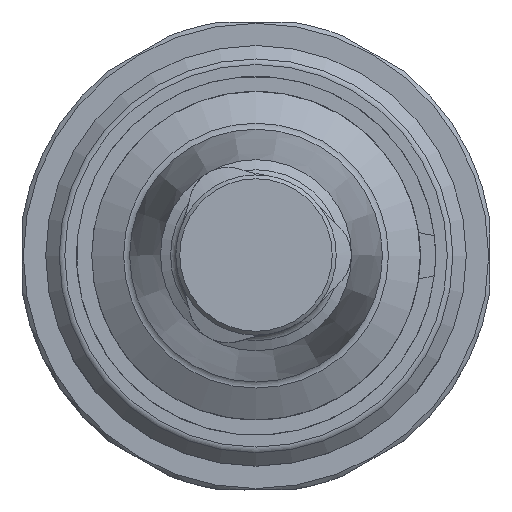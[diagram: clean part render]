
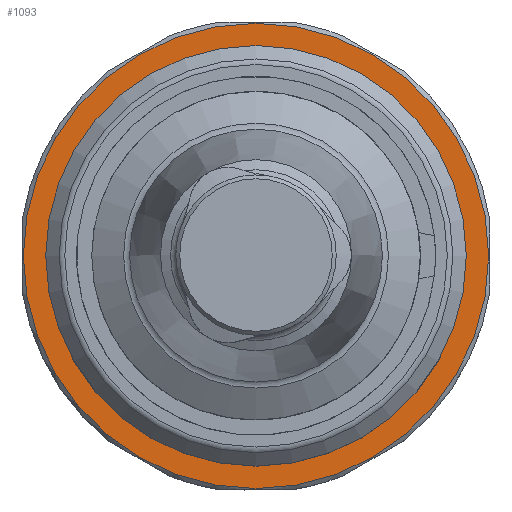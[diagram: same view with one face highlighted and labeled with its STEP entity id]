
A CAD part, top view. The second image highlights one B-rep face of the part: STEP entity #1093.
In plain terms, the highlighted planar face has unit normal (0, 0, 1).
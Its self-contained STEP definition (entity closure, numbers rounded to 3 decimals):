
#172=PLANE('',#1186);
#206=ORIENTED_EDGE('',*,*,#514,.T.);
#207=ORIENTED_EDGE('',*,*,#515,.F.);
#514=EDGE_CURVE('',#669,#669,#779,.T.);
#515=EDGE_CURVE('',#670,#670,#780,.T.);
#669=VERTEX_POINT('',#1669);
#670=VERTEX_POINT('',#1672);
#779=CIRCLE('',#1185,15.65);
#780=CIRCLE('',#1187,17.7);
#848=EDGE_LOOP('',(#206));
#849=EDGE_LOOP('',(#207));
#957=FACE_BOUND('',#848,.T.);
#958=FACE_BOUND('',#849,.T.);
#1093=ADVANCED_FACE('',(#957,#958),#172,.F.);
#1185=AXIS2_PLACEMENT_3D('',#1668,#1335,#1336);
#1186=AXIS2_PLACEMENT_3D('',#1670,#1337,#1338);
#1187=AXIS2_PLACEMENT_3D('',#1671,#1339,#1340);
#1335=DIRECTION('',(0.,0.,-1.));
#1336=DIRECTION('',(-1.,0.,0.));
#1337=DIRECTION('',(0.,0.,-1.));
#1338=DIRECTION('',(-1.,0.,0.));
#1339=DIRECTION('',(0.,0.,-1.));
#1340=DIRECTION('',(-1.,0.,0.));
#1668=CARTESIAN_POINT('',(0.,0.,-1.005));
#1669=CARTESIAN_POINT('',(-15.65,0.,-1.005));
#1670=CARTESIAN_POINT('',(-15.65,0.,-1.005));
#1671=CARTESIAN_POINT('',(0.,0.,-1.005));
#1672=CARTESIAN_POINT('',(-17.7,0.,-1.005));
